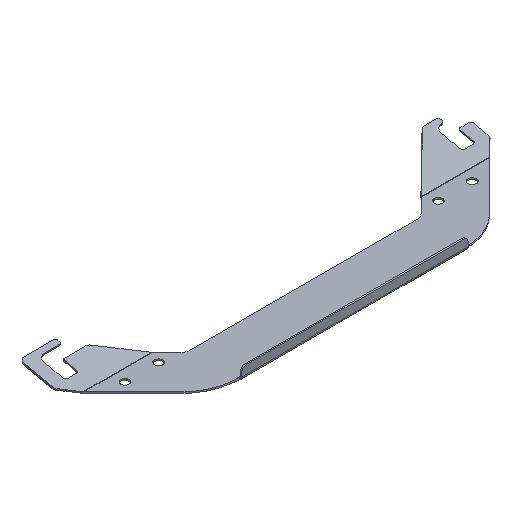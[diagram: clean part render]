
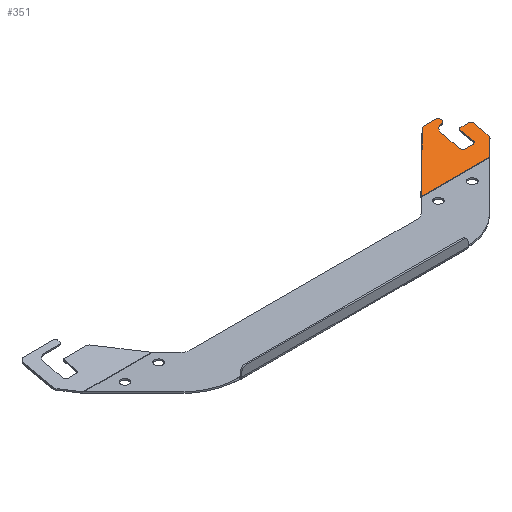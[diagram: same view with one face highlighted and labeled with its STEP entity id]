
A CAD part, isometric view. The second image highlights one B-rep face of the part: STEP entity #351.
In plain terms, the highlighted planar face has unit normal (0, -0.216, 0.976).
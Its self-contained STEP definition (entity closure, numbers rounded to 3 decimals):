
#7 = VERTEX_POINT ( 'NONE', #499 ) ;
#17 = LINE ( 'NONE', #1271, #157 ) ;
#38 = CARTESIAN_POINT ( 'NONE',  ( 223., 77.01, 9.058 ) ) ;
#40 = VERTEX_POINT ( 'NONE', #580 ) ;
#41 = AXIS2_PLACEMENT_3D ( 'NONE', #514, #883, #2061 ) ;
#71 = ORIENTED_EDGE ( 'NONE', *, *, #1398, .T. ) ;
#95 = CARTESIAN_POINT ( 'NONE',  ( 193.071, 88.726, 11.655 ) ) ;
#122 = VERTEX_POINT ( 'NONE', #695 ) ;
#127 = EDGE_CURVE ( 'NONE', #342, #639, #673, .T. ) ;
#139 = DIRECTION ( 'NONE',  ( -1., 0., 0. ) ) ;
#148 = VECTOR ( 'NONE', #2521, 1000. ) ;
#151 = VECTOR ( 'NONE', #601, 1000. ) ;
#157 = VECTOR ( 'NONE', #139, 1000. ) ;
#211 = VERTEX_POINT ( 'NONE', #1010 ) ;
#213 = EDGE_CURVE ( 'NONE', #475, #494, #2445, .T. ) ;
#233 = ORIENTED_EDGE ( 'NONE', *, *, #1505, .T. ) ;
#262 = VECTOR ( 'NONE', #1614, 1000. ) ;
#290 = ORIENTED_EDGE ( 'NONE', *, *, #127, .T. ) ;
#295 = DIRECTION ( 'NONE',  ( 1., 0., 0. ) ) ;
#300 = CARTESIAN_POINT ( 'NONE',  ( 209., 59.437, 5.162 ) ) ;
#302 = VERTEX_POINT ( 'NONE', #1898 ) ;
#309 = DIRECTION ( 'NONE',  ( -1., 0., 0. ) ) ;
#326 = VERTEX_POINT ( 'NONE', #909 ) ;
#330 = EDGE_CURVE ( 'NONE', #1715, #122, #1323, .T. ) ;
#342 = VERTEX_POINT ( 'NONE', #1111 ) ;
#343 = DIRECTION ( 'NONE',  ( -1., 0., 0. ) ) ;
#351 = ADVANCED_FACE ( 'NONE', ( #1559 ), #2441, .T. ) ;
#356 = VERTEX_POINT ( 'NONE', #1864 ) ;
#384 = AXIS2_PLACEMENT_3D ( 'NONE', #777, #579, #295 ) ;
#385 = CARTESIAN_POINT ( 'NONE',  ( 212., 62.366, 5.811 ) ) ;
#416 = CARTESIAN_POINT ( 'NONE',  ( 223.536, 56.337, 4.475 ) ) ;
#445 = CARTESIAN_POINT ( 'NONE',  ( 209., 59.437, 5.162 ) ) ;
#467 = CARTESIAN_POINT ( 'NONE',  ( 205., 90.679, 12.088 ) ) ;
#475 = VERTEX_POINT ( 'NONE', #2207 ) ;
#494 = VERTEX_POINT ( 'NONE', #445 ) ;
#499 = CARTESIAN_POINT ( 'NONE',  ( 212., 76.034, 8.841 ) ) ;
#514 = CARTESIAN_POINT ( 'NONE',  ( -116.858, 35.03, -0.249 ) ) ;
#524 = VERTEX_POINT ( 'NONE', #1224 ) ;
#530 = AXIS2_PLACEMENT_3D ( 'NONE', #95, #741, #733 ) ;
#551 = DIRECTION ( 'NONE',  ( 0., 0.216, -0.976 ) ) ;
#579 = DIRECTION ( 'NONE',  ( 0., 0.216, -0.976 ) ) ;
#580 = CARTESIAN_POINT ( 'NONE',  ( 198., 80.916, 9.924 ) ) ;
#581 = EDGE_CURVE ( 'NONE', #973, #356, #1602, .T. ) ;
#592 = VERTEX_POINT ( 'NONE', #38 ) ;
#593 = CARTESIAN_POINT ( 'NONE',  ( 193.071, 93.607, 12.737 ) ) ;
#601 = DIRECTION ( 'NONE',  ( 0.707, 0.69, 0.153 ) ) ;
#636 = EDGE_CURVE ( 'NONE', #326, #302, #1334, .T. ) ;
#639 = VERTEX_POINT ( 'NONE', #1188 ) ;
#647 = DIRECTION ( 'NONE',  ( 0., -0.216, 0.976 ) ) ;
#663 = DIRECTION ( 'NONE',  ( 1., 0., 0. ) ) ;
#665 = LINE ( 'NONE', #1469, #262 ) ;
#673 = LINE ( 'NONE', #2129, #858 ) ;
#676 = DIRECTION ( 'NONE',  ( 1., 0., 0. ) ) ;
#695 = CARTESIAN_POINT ( 'NONE',  ( 225., 75.058, 8.625 ) ) ;
#702 = LINE ( 'NONE', #300, #1870 ) ;
#706 = EDGE_LOOP ( 'NONE', ( #1202, #2448, #71, #1907, #1005, #1735, #735, #891, #1367, #233, #1400, #986, #1021, #2175, #1322, #1820, #290 ) ) ;
#713 = DIRECTION ( 'NONE',  ( -1., 0., 0. ) ) ;
#718 = VERTEX_POINT ( 'NONE', #2012 ) ;
#733 = DIRECTION ( 'NONE',  ( 1., 0., 0. ) ) ;
#735 = ORIENTED_EDGE ( 'NONE', *, *, #1261, .T. ) ;
#741 = DIRECTION ( 'NONE',  ( 0., -0.216, 0.976 ) ) ;
#760 = AXIS2_PLACEMENT_3D ( 'NONE', #1053, #2233, #676 ) ;
#777 = CARTESIAN_POINT ( 'NONE',  ( 201., 62.366, 5.811 ) ) ;
#809 = CIRCLE ( 'NONE', #2266, 2. ) ;
#858 = VECTOR ( 'NONE', #1516, 1000. ) ;
#861 = DIRECTION ( 'NONE',  ( -1., 0., 0. ) ) ;
#883 = DIRECTION ( 'NONE',  ( 0., -0.216, 0.976 ) ) ;
#891 = ORIENTED_EDGE ( 'NONE', *, *, #928, .T. ) ;
#909 = CARTESIAN_POINT ( 'NONE',  ( 210.011, 43.133, 1.547 ) ) ;
#928 = EDGE_CURVE ( 'NONE', #7, #475, #2434, .T. ) ;
#940 = CARTESIAN_POINT ( 'NONE',  ( 205., 80.916, 9.924 ) ) ;
#950 = EDGE_CURVE ( 'NONE', #211, #973, #1467, .T. ) ;
#973 = VERTEX_POINT ( 'NONE', #1626 ) ;
#986 = ORIENTED_EDGE ( 'NONE', *, *, #2460, .T. ) ;
#988 = VERTEX_POINT ( 'NONE', #1049 ) ;
#1000 = DIRECTION ( 'NONE',  ( -1., 0., 0. ) ) ;
#1003 = EDGE_CURVE ( 'NONE', #592, #718, #2204, .T. ) ;
#1005 = ORIENTED_EDGE ( 'NONE', *, *, #2323, .T. ) ;
#1010 = CARTESIAN_POINT ( 'NONE',  ( 205., 87.75, 11.439 ) ) ;
#1021 = ORIENTED_EDGE ( 'NONE', *, *, #2229, .T. ) ;
#1049 = CARTESIAN_POINT ( 'NONE',  ( 198., 62.366, 5.811 ) ) ;
#1053 = CARTESIAN_POINT ( 'NONE',  ( 209., 62.366, 5.811 ) ) ;
#1060 = AXIS2_PLACEMENT_3D ( 'NONE', #467, #1842, #663 ) ;
#1096 = CARTESIAN_POINT ( 'NONE',  ( 223., 75.058, 8.625 ) ) ;
#1111 = CARTESIAN_POINT ( 'NONE',  ( 189.536, 92.178, 12.42 ) ) ;
#1188 = CARTESIAN_POINT ( 'NONE',  ( 139.3, 43.133, 1.547 ) ) ;
#1202 = ORIENTED_EDGE ( 'NONE', *, *, #1520, .F. ) ;
#1224 = CARTESIAN_POINT ( 'NONE',  ( 201., 59.437, 5.162 ) ) ;
#1251 = CIRCLE ( 'NONE', #530, 5. ) ;
#1257 = VECTOR ( 'NONE', #1883, 1000. ) ;
#1261 = EDGE_CURVE ( 'NONE', #718, #7, #1496, .T. ) ;
#1271 = CARTESIAN_POINT ( 'NONE',  ( -116.858, 43.133, 1.547 ) ) ;
#1277 = CIRCLE ( 'NONE', #1355, 5. ) ;
#1300 = DIRECTION ( 'NONE',  ( 0., -0.216, 0.976 ) ) ;
#1322 = ORIENTED_EDGE ( 'NONE', *, *, #581, .T. ) ;
#1323 = LINE ( 'NONE', #2086, #1257 ) ;
#1334 = LINE ( 'NONE', #416, #151 ) ;
#1355 = AXIS2_PLACEMENT_3D ( 'NONE', #1911, #2476, #343 ) ;
#1367 = ORIENTED_EDGE ( 'NONE', *, *, #213, .T. ) ;
#1398 = EDGE_CURVE ( 'NONE', #302, #1715, #1277, .T. ) ;
#1400 = ORIENTED_EDGE ( 'NONE', *, *, #2342, .T. ) ;
#1467 = CIRCLE ( 'NONE', #1060, 3. ) ;
#1469 = CARTESIAN_POINT ( 'NONE',  ( 198., 80.916, 9.924 ) ) ;
#1496 = CIRCLE ( 'NONE', #1944, 1. ) ;
#1505 = EDGE_CURVE ( 'NONE', #494, #524, #702, .T. ) ;
#1516 = DIRECTION ( 'NONE',  ( -0.707, -0.69, -0.153 ) ) ;
#1520 = EDGE_CURVE ( 'NONE', #326, #639, #17, .T. ) ;
#1553 = EDGE_CURVE ( 'NONE', #356, #342, #1251, .T. ) ;
#1559 = FACE_OUTER_BOUND ( 'NONE', #706, .T. ) ;
#1602 = LINE ( 'NONE', #593, #1806 ) ;
#1614 = DIRECTION ( 'NONE',  ( 0., 0.976, 0.216 ) ) ;
#1626 = CARTESIAN_POINT ( 'NONE',  ( 205., 93.607, 12.737 ) ) ;
#1715 = VERTEX_POINT ( 'NONE', #2444 ) ;
#1732 = DIRECTION ( 'NONE',  ( 1., 0., 0. ) ) ;
#1735 = ORIENTED_EDGE ( 'NONE', *, *, #1003, .T. ) ;
#1806 = VECTOR ( 'NONE', #1000, 1000. ) ;
#1820 = ORIENTED_EDGE ( 'NONE', *, *, #1553, .T. ) ;
#1822 = CARTESIAN_POINT ( 'NONE',  ( 213., 77.01, 9.058 ) ) ;
#1825 = DIRECTION ( 'NONE',  ( 1., 0., 0. ) ) ;
#1842 = DIRECTION ( 'NONE',  ( 0., -0.216, 0.976 ) ) ;
#1861 = CIRCLE ( 'NONE', #384, 3. ) ;
#1864 = CARTESIAN_POINT ( 'NONE',  ( 193.071, 93.607, 12.737 ) ) ;
#1870 = VECTOR ( 'NONE', #309, 1000. ) ;
#1883 = DIRECTION ( 'NONE',  ( 0., 0.976, 0.216 ) ) ;
#1898 = CARTESIAN_POINT ( 'NONE',  ( 223.536, 56.337, 4.475 ) ) ;
#1907 = ORIENTED_EDGE ( 'NONE', *, *, #330, .T. ) ;
#1911 = CARTESIAN_POINT ( 'NONE',  ( 220., 59.789, 5.24 ) ) ;
#1944 = AXIS2_PLACEMENT_3D ( 'NONE', #2024, #647, #1825 ) ;
#2010 = AXIS2_PLACEMENT_3D ( 'NONE', #940, #551, #1732 ) ;
#2012 = CARTESIAN_POINT ( 'NONE',  ( 213., 77.01, 9.058 ) ) ;
#2024 = CARTESIAN_POINT ( 'NONE',  ( 213., 76.034, 8.841 ) ) ;
#2061 = DIRECTION ( 'NONE',  ( 1., 0., 0. ) ) ;
#2086 = CARTESIAN_POINT ( 'NONE',  ( 225., 75.058, 8.625 ) ) ;
#2129 = CARTESIAN_POINT ( 'NONE',  ( 189.536, 92.178, 12.42 ) ) ;
#2171 = VECTOR ( 'NONE', #861, 1000. ) ;
#2175 = ORIENTED_EDGE ( 'NONE', *, *, #950, .T. ) ;
#2204 = LINE ( 'NONE', #1822, #2171 ) ;
#2207 = CARTESIAN_POINT ( 'NONE',  ( 212., 62.366, 5.811 ) ) ;
#2229 = EDGE_CURVE ( 'NONE', #40, #211, #2316, .T. ) ;
#2233 = DIRECTION ( 'NONE',  ( 0., 0.216, -0.976 ) ) ;
#2266 = AXIS2_PLACEMENT_3D ( 'NONE', #1096, #1300, #713 ) ;
#2316 = CIRCLE ( 'NONE', #2010, 7. ) ;
#2323 = EDGE_CURVE ( 'NONE', #122, #592, #809, .T. ) ;
#2342 = EDGE_CURVE ( 'NONE', #524, #988, #1861, .T. ) ;
#2434 = LINE ( 'NONE', #385, #148 ) ;
#2441 = PLANE ( 'NONE',  #41 ) ;
#2444 = CARTESIAN_POINT ( 'NONE',  ( 225., 59.789, 5.24 ) ) ;
#2445 = CIRCLE ( 'NONE', #760, 3. ) ;
#2448 = ORIENTED_EDGE ( 'NONE', *, *, #636, .T. ) ;
#2460 = EDGE_CURVE ( 'NONE', #988, #40, #665, .T. ) ;
#2476 = DIRECTION ( 'NONE',  ( 0., -0.216, 0.976 ) ) ;
#2521 = DIRECTION ( 'NONE',  ( 0., -0.976, -0.216 ) ) ;
